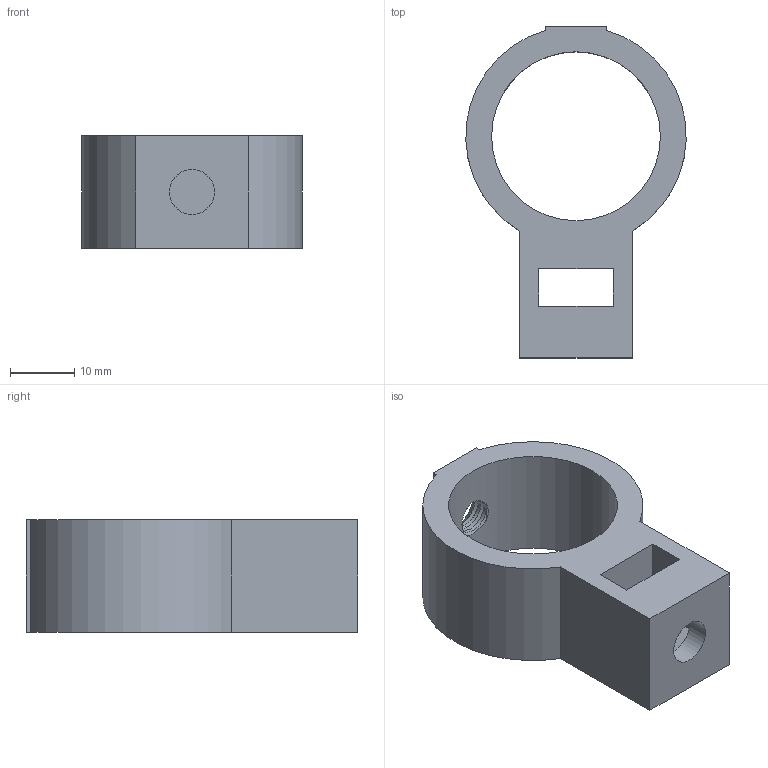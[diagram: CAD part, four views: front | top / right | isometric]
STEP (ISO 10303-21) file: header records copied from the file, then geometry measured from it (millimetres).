
FILE_DESCRIPTION(/* description */ (''),/* implementation_level */ '2;1');
FILE_NAME(/* name */ '(K)LED_Flashlight_Mount.step',/* time_stamp */ '2021-05-14T07:48:37-05:00',/* author */ (''),/* organization */ (''),/* preprocessor_version */ 'ST-DEVELOPER v18.1',/* originating_system */ 'Autodesk Translation Framework v10.6.0.1341',/* authorisation */ '');
FILE_SCHEMA (('AUTOMOTIVE_DESIGN { 1 0 10303 214 3 1 1 }'));
Length unit declared in the file: millimetre
Products named in the file (1): (K)LED_Flashlight_Mount
Bounding box: 34.17 x 51.47 x 17.4 mm (x, y, z)
Volume: 10137.4 mm3; surface area: 6079.4 mm2
Topology: 2 solids, 2 shells, 36 faces, 102 edges, 70 vertices
Faces by surface type: plane 20, cylinder 12, bspline 3, cone 1
Full cylindrical faces by diameter (mm): 5.518 x1, 6.55 x1, 6.985 x1, 26.2 x1
Entity records: 3259 total; most frequent: CARTESIAN_POINT 2318, ORIENTED_EDGE 204, DIRECTION 151, EDGE_CURVE 102, VERTEX_POINT 70, LINE 59, VECTOR 59, AXIS2_PLACEMENT_3D 46
